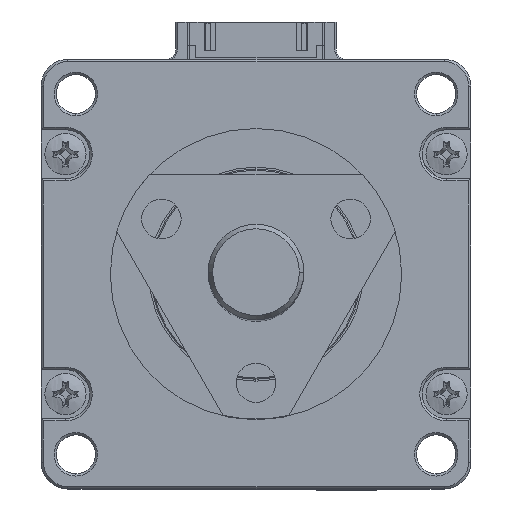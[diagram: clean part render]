
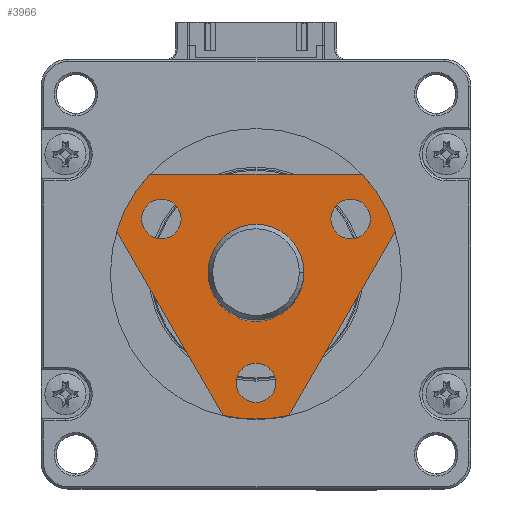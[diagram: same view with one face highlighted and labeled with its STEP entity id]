
A CAD part, top view. The second image highlights one B-rep face of the part: STEP entity #3966.
In plain terms, the highlighted planar face has unit normal (0, 0, 1).
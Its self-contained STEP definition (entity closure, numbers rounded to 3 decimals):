
#45 = PLANE ( 'NONE',  #25898 ) ;
#84 = AXIS2_PLACEMENT_3D ( 'NONE', #28051, #35011, #28190 ) ;
#184 = CIRCLE ( 'NONE', #31264, 19.05 ) ;
#321 = ORIENTED_EDGE ( 'NONE', *, *, #37685, .F. ) ;
#940 = AXIS2_PLACEMENT_3D ( 'NONE', #29192, #5633, #25955 ) ;
#1092 = EDGE_CURVE ( 'NONE', #2243, #17082, #19572, .T. ) ;
#1248 = AXIS2_PLACEMENT_3D ( 'NONE', #42666, #25538, #28952 ) ;
#1371 = EDGE_CURVE ( 'NONE', #6754, #32972, #21095, .T. ) ;
#1440 = VECTOR ( 'NONE', #42819, 1000. ) ;
#2140 = ORIENTED_EDGE ( 'NONE', *, *, #37886, .F. ) ;
#2243 = VERTEX_POINT ( 'NONE', #5834 ) ;
#2396 = CARTESIAN_POINT ( 'NONE',  ( 18.221, 5.559, 40.4 ) ) ;
#2691 = FACE_BOUND ( 'NONE', #3492, .T. ) ;
#3011 = ORIENTED_EDGE ( 'NONE', *, *, #35769, .F. ) ;
#3153 = EDGE_CURVE ( 'NONE', #30654, #27217, #25687, .T. ) ;
#3164 = AXIS2_PLACEMENT_3D ( 'NONE', #38191, #21803, #15242 ) ;
#3208 = CARTESIAN_POINT ( 'NONE',  ( 0., 13., 40.4 ) ) ;
#3492 = EDGE_LOOP ( 'NONE', ( #14723, #26247 ) ) ;
#3602 = CARTESIAN_POINT ( 'NONE',  ( -18.221, 5.559, 40.4 ) ) ;
#3966 = ADVANCED_FACE ( 'NONE', ( #32965, #27246, #2691, #37148, #42945 ), #45, .F. ) ;
#4312 = CARTESIAN_POINT ( 'NONE',  ( 4.296, -18.559, 40.4 ) ) ;
#4471 = CARTESIAN_POINT ( 'NONE',  ( 2.58, -14.29, 40.4 ) ) ;
#5356 = CARTESIAN_POINT ( 'NONE',  ( 6.25, 0., 40.4 ) ) ;
#5578 = DIRECTION ( 'NONE',  ( 1., 0., 0. ) ) ;
#5633 = DIRECTION ( 'NONE',  ( 0., 0., 1. ) ) ;
#5834 = CARTESIAN_POINT ( 'NONE',  ( -14.956, 7.145, 40.4 ) ) ;
#6091 = CARTESIAN_POINT ( 'NONE',  ( 14.956, 7.145, 40.4 ) ) ;
#6142 = CARTESIAN_POINT ( 'NONE',  ( -9.796, 7.145, 40.4 ) ) ;
#6569 = DIRECTION ( 'NONE',  ( -1., 0., 0. ) ) ;
#6754 = VERTEX_POINT ( 'NONE', #4471 ) ;
#7000 = ORIENTED_EDGE ( 'NONE', *, *, #25406, .F. ) ;
#7673 = VECTOR ( 'NONE', #9688, 1000. ) ;
#8707 = EDGE_LOOP ( 'NONE', ( #7000, #12121, #13811, #35279, #3011, #321 ) ) ;
#9076 = DIRECTION ( 'NONE',  ( 0., 0., -1. ) ) ;
#9688 = DIRECTION ( 'NONE',  ( -0.5, -0.866, 0. ) ) ;
#9878 = VERTEX_POINT ( 'NONE', #2396 ) ;
#10652 = CARTESIAN_POINT ( 'NONE',  ( -4.296, -18.559, 40.4 ) ) ;
#10715 = CIRCLE ( 'NONE', #1248, 2.58 ) ;
#10859 = LINE ( 'NONE', #10652, #21858 ) ;
#11431 = VERTEX_POINT ( 'NONE', #30383 ) ;
#12121 = ORIENTED_EDGE ( 'NONE', *, *, #40467, .F. ) ;
#12386 = LINE ( 'NONE', #30034, #7673 ) ;
#12786 = VERTEX_POINT ( 'NONE', #19629 ) ;
#13051 = DIRECTION ( 'NONE',  ( 0., 0., 1. ) ) ;
#13811 = ORIENTED_EDGE ( 'NONE', *, *, #19027, .F. ) ;
#14089 = VERTEX_POINT ( 'NONE', #22057 ) ;
#14723 = ORIENTED_EDGE ( 'NONE', *, *, #23607, .F. ) ;
#15242 = DIRECTION ( 'NONE',  ( -1., 0., 0. ) ) ;
#15377 = DIRECTION ( 'NONE',  ( 0., 0., -1. ) ) ;
#15741 = EDGE_CURVE ( 'NONE', #41492, #11431, #28312, .T. ) ;
#16001 = CARTESIAN_POINT ( 'NONE',  ( 12.376, 7.145, 40.4 ) ) ;
#17082 = VERTEX_POINT ( 'NONE', #6142 ) ;
#17589 = CIRCLE ( 'NONE', #28340, 6.25 ) ;
#19027 = EDGE_CURVE ( 'NONE', #11431, #20575, #10859, .T. ) ;
#19572 = CIRCLE ( 'NONE', #24988, 2.58 ) ;
#19629 = CARTESIAN_POINT ( 'NONE',  ( 13.925, 13., 40.4 ) ) ;
#19764 = DIRECTION ( 'NONE',  ( -1., 0., 0. ) ) ;
#20575 = VERTEX_POINT ( 'NONE', #3602 ) ;
#20677 = CARTESIAN_POINT ( 'NONE',  ( -2.58, -14.29, 40.4 ) ) ;
#20745 = DIRECTION ( 'NONE',  ( -0.5, 0.866, 0. ) ) ;
#20799 = EDGE_LOOP ( 'NONE', ( #41965, #25093 ) ) ;
#21095 = CIRCLE ( 'NONE', #940, 2.58 ) ;
#21496 = CARTESIAN_POINT ( 'NONE',  ( -6.25, 0., 40.4 ) ) ;
#21803 = DIRECTION ( 'NONE',  ( 0., 0., 1. ) ) ;
#21824 = ORIENTED_EDGE ( 'NONE', *, *, #1371, .F. ) ;
#21858 = VECTOR ( 'NONE', #20745, 1000. ) ;
#22057 = CARTESIAN_POINT ( 'NONE',  ( -13.925, 13., 40.4 ) ) ;
#22084 = CARTESIAN_POINT ( 'NONE',  ( 0., 0., 40.4 ) ) ;
#22807 = AXIS2_PLACEMENT_3D ( 'NONE', #26818, #13051, #43336 ) ;
#23507 = CARTESIAN_POINT ( 'NONE',  ( 12.376, 7.145, 40.4 ) ) ;
#23607 = EDGE_CURVE ( 'NONE', #32658, #35261, #26622, .T. ) ;
#24988 = AXIS2_PLACEMENT_3D ( 'NONE', #28160, #27882, #34281 ) ;
#25093 = ORIENTED_EDGE ( 'NONE', *, *, #36147, .F. ) ;
#25406 = EDGE_CURVE ( 'NONE', #14089, #12786, #40638, .T. ) ;
#25538 = DIRECTION ( 'NONE',  ( 0., 0., 1. ) ) ;
#25687 = CIRCLE ( 'NONE', #22807, 6.25 ) ;
#25898 = AXIS2_PLACEMENT_3D ( 'NONE', #30020, #29871, #19764 ) ;
#25955 = DIRECTION ( 'NONE',  ( -1., 0., 0. ) ) ;
#26130 = ORIENTED_EDGE ( 'NONE', *, *, #38520, .F. ) ;
#26247 = ORIENTED_EDGE ( 'NONE', *, *, #34740, .F. ) ;
#26337 = CARTESIAN_POINT ( 'NONE',  ( 0., 0., 40.4 ) ) ;
#26622 = CIRCLE ( 'NONE', #26644, 2.58 ) ;
#26644 = AXIS2_PLACEMENT_3D ( 'NONE', #16001, #42766, #29622 ) ;
#26818 = CARTESIAN_POINT ( 'NONE',  ( 0., 0., 40.4 ) ) ;
#27217 = VERTEX_POINT ( 'NONE', #21496 ) ;
#27246 = FACE_BOUND ( 'NONE', #36195, .T. ) ;
#27882 = DIRECTION ( 'NONE',  ( 0., 0., 1. ) ) ;
#28051 = CARTESIAN_POINT ( 'NONE',  ( 0., 0., 40.4 ) ) ;
#28160 = CARTESIAN_POINT ( 'NONE',  ( -12.376, 7.145, 40.4 ) ) ;
#28190 = DIRECTION ( 'NONE',  ( 1., 0., 0. ) ) ;
#28278 = CARTESIAN_POINT ( 'NONE',  ( 0., 0., 40.4 ) ) ;
#28312 = CIRCLE ( 'NONE', #34068, 19.05 ) ;
#28340 = AXIS2_PLACEMENT_3D ( 'NONE', #22084, #35677, #5578 ) ;
#28776 = CARTESIAN_POINT ( 'NONE',  ( 9.796, 7.145, 40.4 ) ) ;
#28952 = DIRECTION ( 'NONE',  ( -1., 0., 0. ) ) ;
#29155 = DIRECTION ( 'NONE',  ( 1., 0., 0. ) ) ;
#29192 = CARTESIAN_POINT ( 'NONE',  ( 0., -14.29, 40.4 ) ) ;
#29622 = DIRECTION ( 'NONE',  ( -1., 0., 0. ) ) ;
#29871 = DIRECTION ( 'NONE',  ( 0., 0., -1. ) ) ;
#30020 = CARTESIAN_POINT ( 'NONE',  ( 0., 0., 40.4 ) ) ;
#30034 = CARTESIAN_POINT ( 'NONE',  ( 18.221, 5.559, 40.4 ) ) ;
#30383 = CARTESIAN_POINT ( 'NONE',  ( -4.296, -18.559, 40.4 ) ) ;
#30654 = VERTEX_POINT ( 'NONE', #5356 ) ;
#31264 = AXIS2_PLACEMENT_3D ( 'NONE', #26337, #9076, #32469 ) ;
#32469 = DIRECTION ( 'NONE',  ( 1., 0., 0. ) ) ;
#32658 = VERTEX_POINT ( 'NONE', #28776 ) ;
#32965 = FACE_OUTER_BOUND ( 'NONE', #8707, .T. ) ;
#32972 = VERTEX_POINT ( 'NONE', #20677 ) ;
#34068 = AXIS2_PLACEMENT_3D ( 'NONE', #28278, #15377, #29155 ) ;
#34281 = DIRECTION ( 'NONE',  ( -1., 0., 0. ) ) ;
#34740 = EDGE_CURVE ( 'NONE', #35261, #32658, #42826, .T. ) ;
#35011 = DIRECTION ( 'NONE',  ( 0., 0., -1. ) ) ;
#35261 = VERTEX_POINT ( 'NONE', #6091 ) ;
#35279 = ORIENTED_EDGE ( 'NONE', *, *, #15741, .F. ) ;
#35677 = DIRECTION ( 'NONE',  ( 0., 0., 1. ) ) ;
#35769 = EDGE_CURVE ( 'NONE', #9878, #41492, #12386, .T. ) ;
#36147 = EDGE_CURVE ( 'NONE', #27217, #30654, #17589, .T. ) ;
#36195 = EDGE_LOOP ( 'NONE', ( #2140, #21824 ) ) ;
#36835 = CIRCLE ( 'NONE', #3164, 2.58 ) ;
#37148 = FACE_BOUND ( 'NONE', #41920, .T. ) ;
#37685 = EDGE_CURVE ( 'NONE', #12786, #9878, #43175, .T. ) ;
#37886 = EDGE_CURVE ( 'NONE', #32972, #6754, #36835, .T. ) ;
#38191 = CARTESIAN_POINT ( 'NONE',  ( 0., -14.29, 40.4 ) ) ;
#38520 = EDGE_CURVE ( 'NONE', #17082, #2243, #10715, .T. ) ;
#39451 = AXIS2_PLACEMENT_3D ( 'NONE', #23507, #40191, #6569 ) ;
#40191 = DIRECTION ( 'NONE',  ( 0., 0., 1. ) ) ;
#40467 = EDGE_CURVE ( 'NONE', #20575, #14089, #184, .T. ) ;
#40638 = LINE ( 'NONE', #3208, #1440 ) ;
#41488 = ORIENTED_EDGE ( 'NONE', *, *, #1092, .F. ) ;
#41492 = VERTEX_POINT ( 'NONE', #4312 ) ;
#41920 = EDGE_LOOP ( 'NONE', ( #41488, #26130 ) ) ;
#41965 = ORIENTED_EDGE ( 'NONE', *, *, #3153, .F. ) ;
#42666 = CARTESIAN_POINT ( 'NONE',  ( -12.376, 7.145, 40.4 ) ) ;
#42766 = DIRECTION ( 'NONE',  ( 0., 0., 1. ) ) ;
#42819 = DIRECTION ( 'NONE',  ( 1., 0., 0. ) ) ;
#42826 = CIRCLE ( 'NONE', #39451, 2.58 ) ;
#42945 = FACE_BOUND ( 'NONE', #20799, .T. ) ;
#43175 = CIRCLE ( 'NONE', #84, 19.05 ) ;
#43336 = DIRECTION ( 'NONE',  ( 1., 0., 0. ) ) ;
